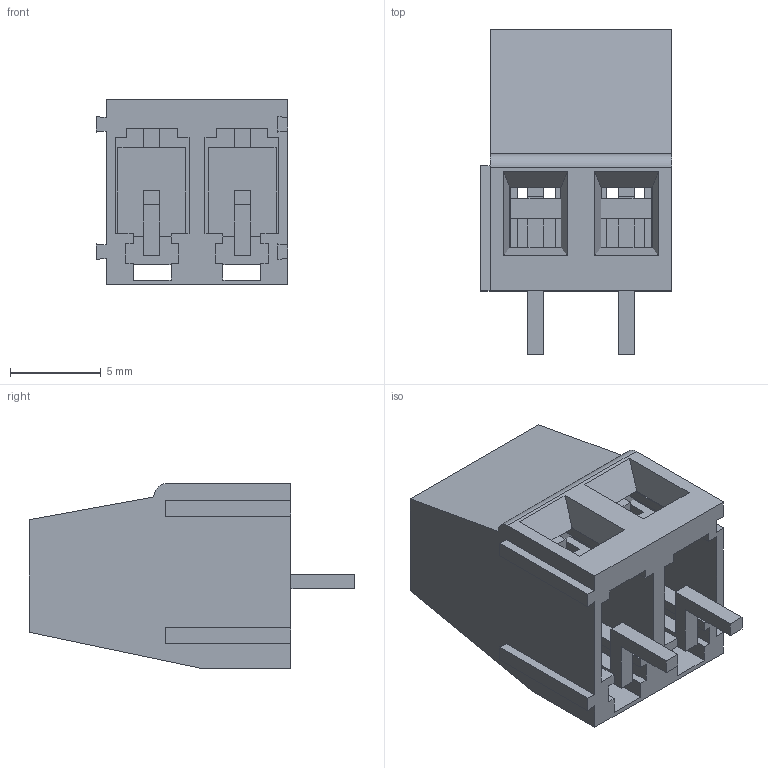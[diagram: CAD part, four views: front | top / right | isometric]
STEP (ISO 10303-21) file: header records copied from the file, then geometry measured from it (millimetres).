
FILE_DESCRIPTION(/* description */ ('STEP AP203'),/* implementation_level */ '2;1');
FILE_NAME(/* name */ 'Bloque de terminales 2 Rojo.stp',/* time_stamp */ '2025-04-11T08:58:50+02:00',/* author */ ('Administrador'),/* organization */ (''),/* preprocessor_version */ 'ST-DEVELOPER v18.1',/* originating_system */ 'Autodesk Inventor 2021',/* authorisation */ '');
FILE_SCHEMA (('AUTOMOTIVE_DESIGN { 1 0 10303 214 3 1 1 }'));
Length unit declared in the file: millimetre
Products named in the file (1): Bornera doble
Bounding box: 10.55 x 17.9 x 10.2 mm (x, y, z)
Volume: 951.2 mm3; surface area: 1894.8 mm2
Topology: 7 solids, 7 shells, 155 faces, 413 edges, 274 vertices
Faces by surface type: plane 140, cylinder 11, torus 4
Full cylindrical faces by diameter (mm): 2 x2, 2.36 x2, 3.1 x2, 3.8 x2, 3.83 x2
Entity records: 5053 total; most frequent: CARTESIAN_POINT 915, ORIENTED_EDGE 826, DIRECTION 751, EDGE_CURVE 413, LINE 371, VECTOR 371, VERTEX_POINT 274, AXIS2_PLACEMENT_3D 190
